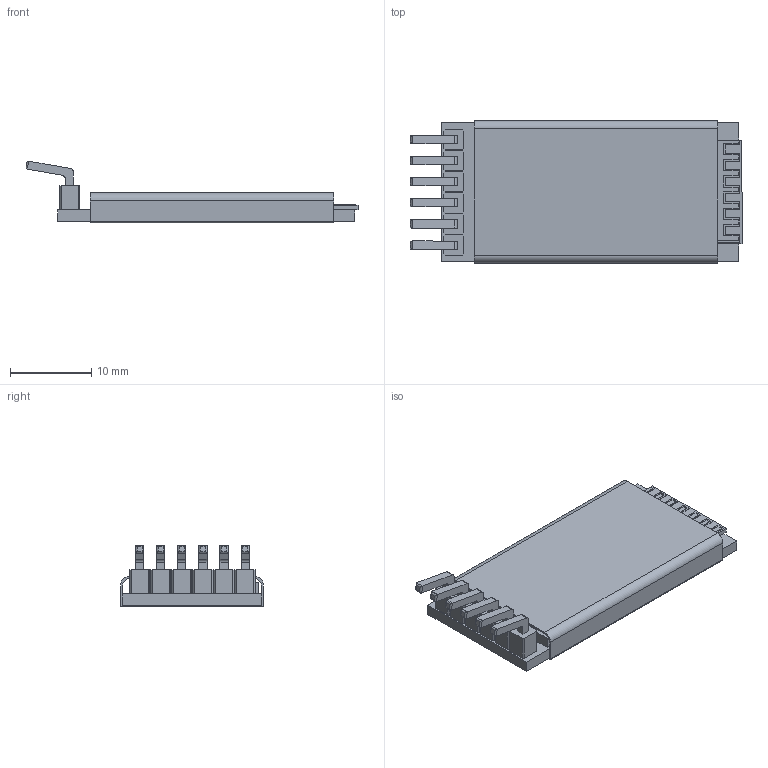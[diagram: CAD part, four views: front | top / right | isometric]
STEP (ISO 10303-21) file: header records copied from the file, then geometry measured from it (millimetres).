
FILE_DESCRIPTION (( 'STEP AP214' ), '1' );
FILE_NAME ('懦挴耀輸.STEP', '2019-06-02T12:05:06', ( '' ), ( '' ), 'SwSTEP 2.0', 'SolidWorks 2018', '' );
FILE_SCHEMA (( 'AUTOMOTIVE_DESIGN' ));
Length unit declared in the file: millimetre
Products named in the file (1): 懦挴耀輸
Bounding box: 40.92 x 17.6 x 7.62 mm (x, y, z)
Volume: 1617.9 mm3; surface area: 4387.2 mm2
Topology: 8 solids, 8 shells, 497 faces, 1234 edges, 814 vertices
Faces by surface type: plane 445, cylinder 52
Entity records: 16976 total; most frequent: CARTESIAN_POINT 2654, ORIENTED_EDGE 2468, DIRECTION 2238, EDGE_CURVE 1234, VECTOR 1154, LINE 1154, VERTEX_POINT 814, EDGE_LOOP 560
